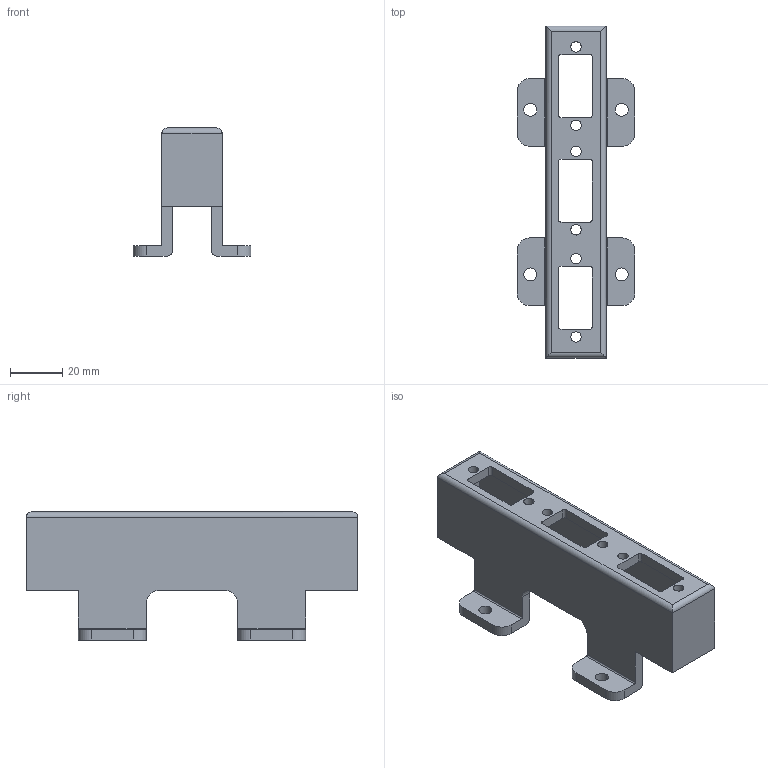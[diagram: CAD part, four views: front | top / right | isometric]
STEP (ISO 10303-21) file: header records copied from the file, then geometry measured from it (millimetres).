
FILE_DESCRIPTION (( 'STEP AP203' ), '1' );
FILE_NAME ('MS001-B.05.012SL.1.1 USB晊酗盄假蚾啣.step', '2021-08-27T10:52:32', ( 'Windows User' ), ( 'P R C' ), 'SwSTEP 2.0', 'SolidWorks 2016', '' );
FILE_SCHEMA (( 'CONFIG_CONTROL_DESIGN' ));
Length unit declared in the file: millimetre
Products named in the file (1): MS001-B.05.012SL.1.1 USB晊酗盄假蚾啣
Bounding box: 45 x 127 x 49 mm (x, y, z)
Volume: 48925.3 mm3; surface area: 27668.8 mm2
Topology: 1 solids, 1 shells, 106 faces, 304 edges, 200 vertices
Faces by surface type: cylinder 60, plane 46
Entity records: 3617 total; most frequent: CARTESIAN_POINT 635, DIRECTION 614, ORIENTED_EDGE 608, EDGE_CURVE 304, AXIS2_PLACEMENT_3D 211, VERTEX_POINT 200, VECTOR 192, LINE 192
